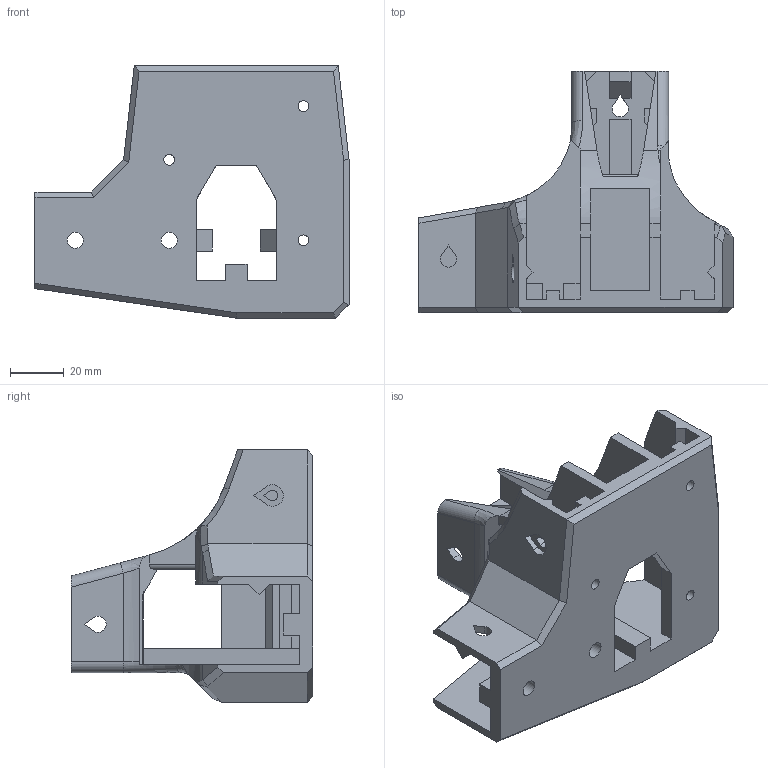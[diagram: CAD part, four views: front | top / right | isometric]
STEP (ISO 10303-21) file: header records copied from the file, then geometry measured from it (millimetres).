
FILE_DESCRIPTION(('FreeCAD Model'),'2;1');
FILE_NAME('LowerNodeAnkle.step','2016-02-23T19:13:37',('Author'),(''), 'Open CASCADE STEP processor 6.8','FreeCAD','Unknown');
FILE_SCHEMA(('AUTOMOTIVE_DESIGN_CC2 { 1 2 10303 214 -1 1 5 4 }'));
Length unit declared in the file: millimetre
Products named in the file (2): ASSEMBLY; LowerNodeAnkle
Assembly tree (1 placements, depth 2):
  ASSEMBLY
    LowerNodeAnkle
Bounding box: 117 x 90 x 94 mm (x, y, z)
Volume: 148889.9 mm3; surface area: 56646.5 mm2
Topology: 1 solids, 1 shells, 270 faces, 759 edges, 492 vertices
Faces by surface type: plane 174, cylinder 65, torus 14, bspline 12, sphere 4, cone 1
Full cylindrical faces by diameter (mm): 4 x3, 6 x2
Entity records: 26542 total; most frequent: CARTESIAN_POINT 12189, DIRECTION 2401, LINE 1546, VECTOR 1546, ORIENTED_EDGE 1516, PCURVE 1516, DEFINITIONAL_REPRESENTATION 1516, EDGE_CURVE 758
